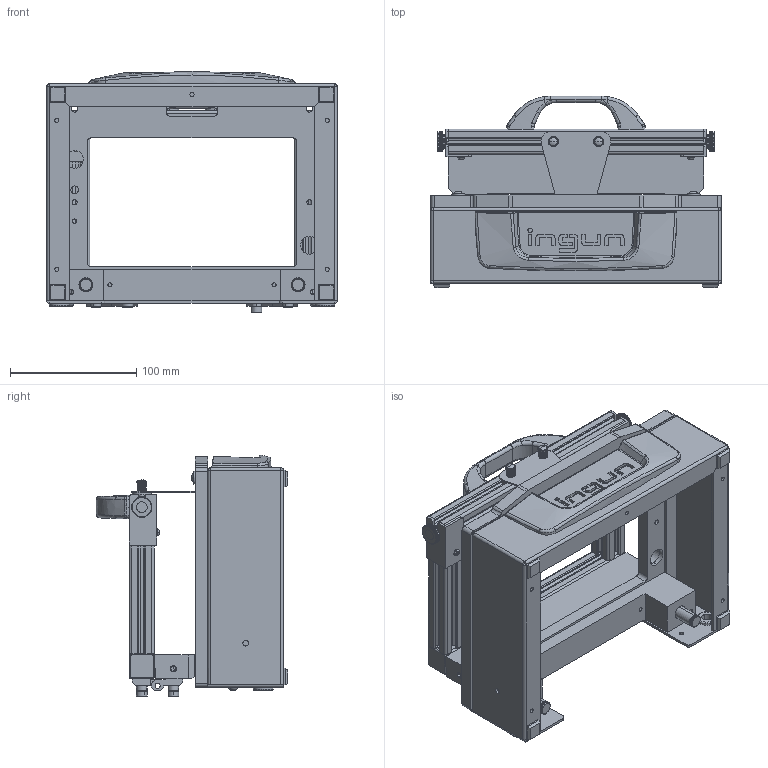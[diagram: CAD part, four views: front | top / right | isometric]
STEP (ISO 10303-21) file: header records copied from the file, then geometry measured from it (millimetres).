
FILE_DESCRIPTION (( 'STEP AP214' ), '1' );
FILE_NAME ('44430~1.STEP', '2017-05-04T12:18:11', ( '' ), ( '' ), 'SwSTEP 2.0', 'SolidWorks 2016', '' );
FILE_SCHEMA (( 'AUTOMOTIVE_DESIGN' ));
Length unit declared in the file: millimetre
Products named in the file (46): 33552_34lg~0; 46380~1_Kontaktiert (Hub 14mm) <Standard>; DIN7991~n_M04,0x016; 33551~0_S; 45912~2_S; 45917~2_S; 35699~0_S; 45915~0_S; 45780~1; 33737~0_S; 35698~0_S; 54695~0_S; 2961~0; 32457~0_S; 54694~0_S; 33841-1~0; 2281~0; 33501~0_S; 3381~0; 4823~0; 3376~0; 45913~1_S; 3377~0; 45918~0_nach Bearbeitung bei K&E<S>; 33256~0; 50859~0_S; 33502~0_S; 26724~0; 2934~0; 14968~0; DIN912~n_M05,0x012; 33759~0; 18616~0_S; DIN912~n_M05,0x010; 2936~0; 2679~0_4 m6 x 16; lock washer for shafts_din_PreviewCfg; ISO7380~n_M04,0x008; 2719~0; 45916~0_S ...
Assembly tree (92 placements, depth 5):
  44430~1
    45913~1_S
      45914~3_S
      32171~0_S
      ISO7380~n_M04,0x008  x2
      50859~0_S  x2
      2719~0  x4
    46380~1_Kontaktiert (Hub 14mm) <Standard>
      45780~1
        33256~0  x2
        33759~0
        33732~0
        3376~0  x2
        45918~0_nach Bearbeitung bei K&E<S>
        4823~0  x2
        3377~0  x6
        18616~0_S  x2
        33502~0_S
        33501~0_S
        32457~0_S
        3381~0  x2
        54693~0_180ø<Standard>  x2
          2281~0
          2281~0
        33737~0_S  x2
        33841-1~0  x2
        35699~0_S  x2
        2934~0  x2
        2961~0  x4
        2936~0  x2
        54694~0_S  x8
        54695~0_S  x2
        DIN912~n_M05,0x012  x2
        DIN912~n_M05,0x010  x6
      45912~2_S
      45915~0_S  x2
      45916~0_S
      45917~2_S
      35698~0_S  x2
      33552_34lg~0  x2
      33551~0_S  x2
      26724~0  x2
      DIN7991~n_M04,0x016  x2
      14968~0  x2
      2679~0_4 m6 x 16  x2
      lock washer for shafts_din_PreviewCfg  x2
Bounding box: 230 x 151.5 x 191.22 mm (x, y, z)
Volume: 743720 mm3; surface area: 415318.2 mm2
Topology: 89 solids, 89 shells, 2681 faces, 6826 edges, 4358 vertices
Faces by surface type: plane 1187, cylinder 870, cone 373, bspline 151, torus 60, sphere 40
Entity records: 76042 total; most frequent: CARTESIAN_POINT 32755, ORIENTED_EDGE 8552, DIRECTION 8198, EDGE_CURVE 4276, AXIS2_PLACEMENT_3D 2981, VERTEX_POINT 2743, VECTOR 2236, LINE 2236
